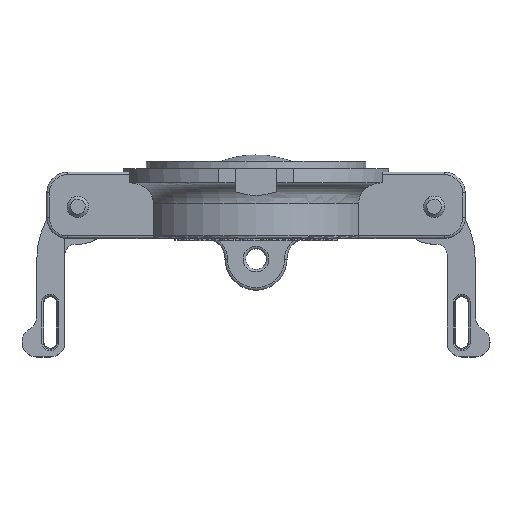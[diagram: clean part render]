
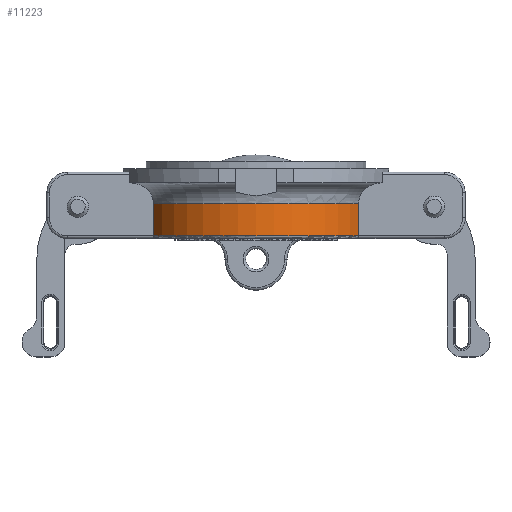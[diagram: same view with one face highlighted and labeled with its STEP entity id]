
A CAD part, top view. The second image highlights one B-rep face of the part: STEP entity #11223.
In plain terms, the highlighted cylindrical face has radius 34.544 mm (diameter 69.088 mm), a partial arc.
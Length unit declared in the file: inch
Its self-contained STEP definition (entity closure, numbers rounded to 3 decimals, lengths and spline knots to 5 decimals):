
#1505=FACE_OUTER_BOUND('',#2185,.T.);
#2185=EDGE_LOOP('',(#10228,#10229,#10230,#10231));
#2580=LINE('',#16182,#3641);
#3243=LINE('',#19261,#4304);
#3641=VECTOR('',#12779,0.3937);
#4304=VECTOR('',#14352,0.3937);
#4550=CIRCLE('',#11709,1.36);
#4578=CIRCLE('',#12046,1.36);
#5104=VERTEX_POINT('',#16144);
#5106=VERTEX_POINT('',#16163);
#5129=VERTEX_POINT('',#16310);
#5596=VERTEX_POINT('',#19260);
#6215=EDGE_CURVE('',#5104,#5106,#2580,.T.);
#6365=EDGE_CURVE('',#5104,#5129,#4550,.T.);
#7138=EDGE_CURVE('',#5596,#5129,#3243,.T.);
#7181=EDGE_CURVE('',#5596,#5106,#4578,.T.);
#10228=ORIENTED_EDGE('',*,*,#6365,.F.);
#10229=ORIENTED_EDGE('',*,*,#6215,.T.);
#10230=ORIENTED_EDGE('',*,*,#7181,.F.);
#10231=ORIENTED_EDGE('',*,*,#7138,.T.);
#10657=CYLINDRICAL_SURFACE('',#12050,1.36);
#11223=ADVANCED_FACE('',(#1505),#10657,.T.);
#11709=AXIS2_PLACEMENT_3D('',#16602,#13138,#13139);
#12046=AXIS2_PLACEMENT_3D('',#19431,#14441,#14442);
#12050=AXIS2_PLACEMENT_3D('',#19435,#14449,#14450);
#12779=DIRECTION('',(0.,-1.,0.));
#13138=DIRECTION('center_axis',(0.,1.,0.));
#13139=DIRECTION('ref_axis',(0.,0.,-1.));
#14352=DIRECTION('',(0.,1.,0.));
#14441=DIRECTION('center_axis',(0.,-1.,0.));
#14442=DIRECTION('ref_axis',(1.,0.,0.));
#14449=DIRECTION('center_axis',(0.,-1.,0.));
#14450=DIRECTION('ref_axis',(1.,0.,0.));
#16144=CARTESIAN_POINT('',(1.23935,0.83,-0.56));
#16163=CARTESIAN_POINT('',(1.23935,0.44,-0.56));
#16182=CARTESIAN_POINT('',(1.23935,0.65,-0.56));
#16310=CARTESIAN_POINT('',(-1.23935,0.83,-0.56));
#16602=CARTESIAN_POINT('Origin',(0.,0.83,0.));
#19260=CARTESIAN_POINT('',(-1.23935,0.44,-0.56));
#19261=CARTESIAN_POINT('',(-1.23935,0.65,-0.56));
#19431=CARTESIAN_POINT('Origin',(0.,0.44,0.));
#19435=CARTESIAN_POINT('Origin',(0.,0.65,0.));
